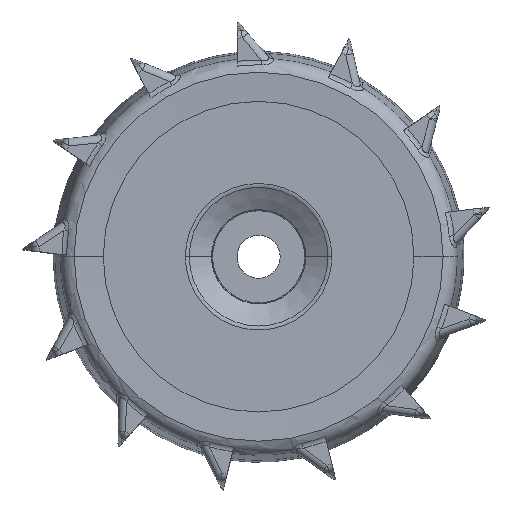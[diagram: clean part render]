
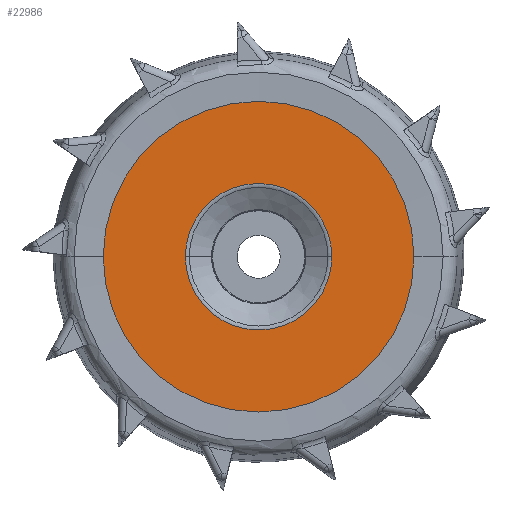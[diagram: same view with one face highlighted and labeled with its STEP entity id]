
A CAD part, top view. The second image highlights one B-rep face of the part: STEP entity #22986.
In plain terms, the highlighted planar face has unit normal (0, 0, 1).
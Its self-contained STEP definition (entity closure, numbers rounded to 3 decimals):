
#89 = VERTEX_POINT ( 'NONE', #9434 ) ;
#995 = CARTESIAN_POINT ( 'NONE',  ( 0., 0., 20.5 ) ) ;
#1813 = AXIS2_PLACEMENT_3D ( 'NONE', #995, #18702, #31547 ) ;
#2228 = DIRECTION ( 'NONE',  ( 0., 0., 1. ) ) ;
#2691 = ORIENTED_EDGE ( 'NONE', *, *, #34663, .T. ) ;
#3942 = AXIS2_PLACEMENT_3D ( 'NONE', #5836, #2228, #21131 ) ;
#4381 = CARTESIAN_POINT ( 'NONE',  ( 0., 0., 20.5 ) ) ;
#4623 = AXIS2_PLACEMENT_3D ( 'NONE', #39758, #28052, #28454 ) ;
#4789 = DIRECTION ( 'NONE',  ( 1., 0., 0. ) ) ;
#5836 = CARTESIAN_POINT ( 'NONE',  ( 0., 0., 20.5 ) ) ;
#6212 = PLANE ( 'NONE',  #20064 ) ;
#9046 = CIRCLE ( 'NONE', #3942, 41.5 ) ;
#9232 = FACE_BOUND ( 'NONE', #28697, .T. ) ;
#9434 = CARTESIAN_POINT ( 'NONE',  ( -41.5, 0., 20.5 ) ) ;
#9471 = CARTESIAN_POINT ( 'NONE',  ( -19.566, 0., 20.5 ) ) ;
#10458 = EDGE_CURVE ( 'NONE', #32392, #16416, #18088, .T. ) ;
#11448 = EDGE_LOOP ( 'NONE', ( #14415, #28943 ) ) ;
#12920 = ORIENTED_EDGE ( 'NONE', *, *, #10458, .T. ) ;
#13614 = CARTESIAN_POINT ( 'NONE',  ( 0., 0., 20.5 ) ) ;
#14415 = ORIENTED_EDGE ( 'NONE', *, *, #31630, .T. ) ;
#16416 = VERTEX_POINT ( 'NONE', #9471 ) ;
#16631 = DIRECTION ( 'NONE',  ( 0., 0., -1. ) ) ;
#18088 = CIRCLE ( 'NONE', #19349, 19.566 ) ;
#18702 = DIRECTION ( 'NONE',  ( 0., 0., 1. ) ) ;
#19349 = AXIS2_PLACEMENT_3D ( 'NONE', #4381, #16631, #22866 ) ;
#20064 = AXIS2_PLACEMENT_3D ( 'NONE', #13614, #25865, #4789 ) ;
#21131 = DIRECTION ( 'NONE',  ( 1., 0., 0. ) ) ;
#21259 = EDGE_CURVE ( 'NONE', #89, #23888, #9046, .T. ) ;
#22866 = DIRECTION ( 'NONE',  ( 1., 0., 0. ) ) ;
#22986 = ADVANCED_FACE ( 'NONE', ( #9232, #33766 ), #6212, .T. ) ;
#23888 = VERTEX_POINT ( 'NONE', #38499 ) ;
#25865 = DIRECTION ( 'NONE',  ( 0., 0., 1. ) ) ;
#28052 = DIRECTION ( 'NONE',  ( 0., 0., -1. ) ) ;
#28454 = DIRECTION ( 'NONE',  ( 1., 0., 0. ) ) ;
#28697 = EDGE_LOOP ( 'NONE', ( #12920, #2691 ) ) ;
#28943 = ORIENTED_EDGE ( 'NONE', *, *, #21259, .T. ) ;
#30901 = CIRCLE ( 'NONE', #4623, 19.566 ) ;
#31547 = DIRECTION ( 'NONE',  ( 1., 0., 0. ) ) ;
#31630 = EDGE_CURVE ( 'NONE', #23888, #89, #33932, .T. ) ;
#32392 = VERTEX_POINT ( 'NONE', #34608 ) ;
#33766 = FACE_OUTER_BOUND ( 'NONE', #11448, .T. ) ;
#33932 = CIRCLE ( 'NONE', #1813, 41.5 ) ;
#34608 = CARTESIAN_POINT ( 'NONE',  ( 19.566, 0., 20.5 ) ) ;
#34663 = EDGE_CURVE ( 'NONE', #16416, #32392, #30901, .T. ) ;
#38499 = CARTESIAN_POINT ( 'NONE',  ( 41.5, 0., 20.5 ) ) ;
#39758 = CARTESIAN_POINT ( 'NONE',  ( 0., 0., 20.5 ) ) ;
